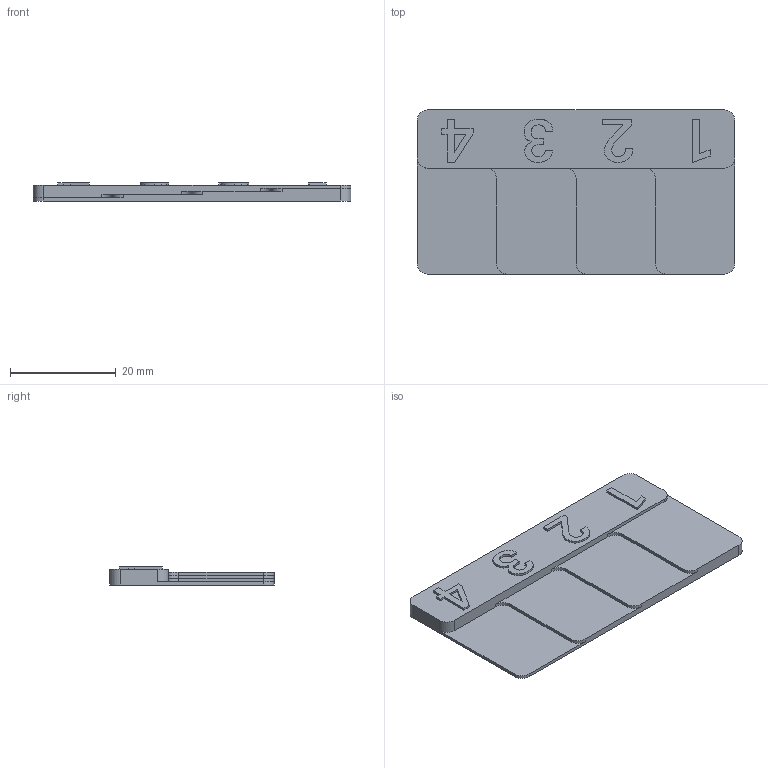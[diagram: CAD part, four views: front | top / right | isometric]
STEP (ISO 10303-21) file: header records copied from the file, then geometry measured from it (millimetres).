
FILE_DESCRIPTION(('FreeCAD Model'),'2;1');
FILE_NAME('Open CASCADE Shape Model','2023-06-25T14:04:48',(''),(''), 'Open CASCADE STEP processor 7.6','FreeCAD','Unknown');
FILE_SCHEMA(('AUTOMOTIVE_DESIGN { 1 0 10303 214 1 1 1 1 }'));
Length unit declared in the file: millimetre
Products named in the file (1): Body
Bounding box: 60 x 31 x 3.4 mm (x, y, z)
Volume: 3800.6 mm3; surface area: 4275.4 mm2
Topology: 1 solids, 1 shells, 103 faces, 296 edges, 200 vertices
Faces by surface type: plane 53, extrusion 38, cylinder 12
Entity records: 7320 total; most frequent: CARTESIAN_POINT 1644, DIRECTION 918, VECTOR 726, LINE 688, ORIENTED_EDGE 592, PCURVE 592, DEFINITIONAL_REPRESENTATION 592, EDGE_CURVE 296
